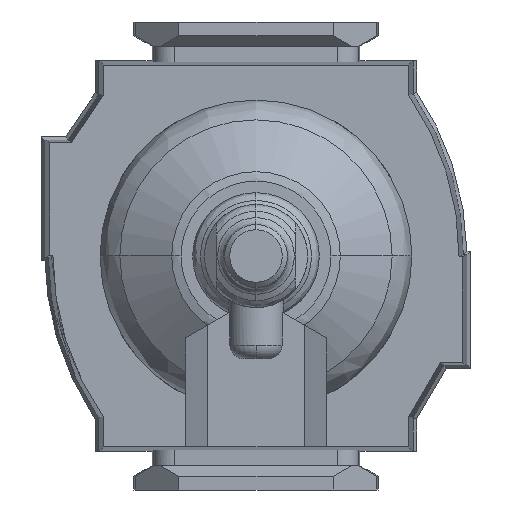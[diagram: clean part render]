
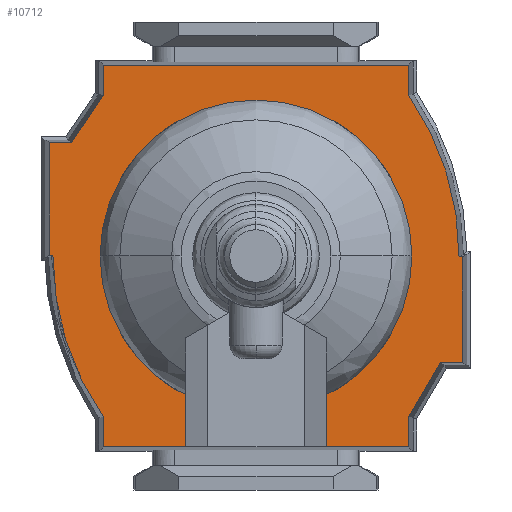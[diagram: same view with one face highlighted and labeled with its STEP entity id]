
A CAD part, front view. The second image highlights one B-rep face of the part: STEP entity #10712.
In plain terms, the highlighted planar face has unit normal (0, -1, 0).
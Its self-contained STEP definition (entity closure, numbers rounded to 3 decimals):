
#39 = LINE ( 'NONE', #2682, #6739 ) ;
#81 = CIRCLE ( 'NONE', #661, 41.1 ) ;
#160 = CARTESIAN_POINT ( 'NONE',  ( 0.1, -38.5, 30. ) ) ;
#216 = CARTESIAN_POINT ( 'NONE',  ( -0.1, -38.5, -30. ) ) ;
#275 = LINE ( 'NONE', #160, #5247 ) ;
#332 = VECTOR ( 'NONE', #9321, 1000. ) ;
#351 = DIRECTION ( 'NONE',  ( -1., 0., 0. ) ) ;
#410 = ORIENTED_EDGE ( 'NONE', *, *, #10248, .F. ) ;
#523 = EDGE_CURVE ( 'NONE', #6963, #1072, #7269, .T. ) ;
#627 = VECTOR ( 'NONE', #351, 1000. ) ;
#661 = AXIS2_PLACEMENT_3D ( 'NONE', #9271, #12028, #4704 ) ;
#668 = DIRECTION ( 'NONE',  ( 1., 0., 0. ) ) ;
#714 = DIRECTION ( 'NONE',  ( 0., 0., -1. ) ) ;
#811 = ORIENTED_EDGE ( 'NONE', *, *, #4166, .F. ) ;
#847 = CARTESIAN_POINT ( 'NONE',  ( -27.75, -38.5, 22.2 ) ) ;
#915 = ORIENTED_EDGE ( 'NONE', *, *, #1836, .F. ) ;
#936 = VERTEX_POINT ( 'NONE', #4627 ) ;
#1072 = VERTEX_POINT ( 'NONE', #2225 ) ;
#1159 = CARTESIAN_POINT ( 'NONE',  ( -15.5, -38.5, -30. ) ) ;
#1186 = DIRECTION ( 'NONE',  ( 1., 0., 0. ) ) ;
#1226 = DIRECTION ( 'NONE',  ( 1., 0., 0. ) ) ;
#1504 = ORIENTED_EDGE ( 'NONE', *, *, #6489, .F. ) ;
#1607 = ORIENTED_EDGE ( 'NONE', *, *, #9494, .F. ) ;
#1792 = DIRECTION ( 'NONE',  ( 0., 0., -1. ) ) ;
#1812 = VERTEX_POINT ( 'NONE', #5477 ) ;
#1836 = EDGE_CURVE ( 'NONE', #2078, #11497, #5593, .T. ) ;
#2078 = VERTEX_POINT ( 'NONE', #8300 ) ;
#2225 = CARTESIAN_POINT ( 'NONE',  ( 23.383, -38.5, -22.2 ) ) ;
#2252 = CARTESIAN_POINT ( 'NONE',  ( -15.5, -38.5, -26.8 ) ) ;
#2384 = EDGE_CURVE ( 'NONE', #11785, #2078, #6117, .T. ) ;
#2427 = DIRECTION ( 'NONE',  ( 0., 1., 0. ) ) ;
#2471 = VERTEX_POINT ( 'NONE', #9083 ) ;
#2660 = PLANE ( 'NONE',  #8608 ) ;
#2682 = CARTESIAN_POINT ( 'NONE',  ( 16.5, -38.5, 26.8 ) ) ;
#2718 = CARTESIAN_POINT ( 'NONE',  ( 23.35, -38.5, 22.2 ) ) ;
#2832 = EDGE_CURVE ( 'NONE', #11497, #936, #4322, .T. ) ;
#3009 = CARTESIAN_POINT ( 'NONE',  ( 0.1, -38.5, 29.5 ) ) ;
#3076 = ORIENTED_EDGE ( 'NONE', *, *, #11882, .F. ) ;
#3135 = EDGE_CURVE ( 'NONE', #1812, #4321, #9223, .T. ) ;
#3172 = DIRECTION ( 'NONE',  ( 0., 0., -1. ) ) ;
#3272 = CARTESIAN_POINT ( 'NONE',  ( -23.383, -38.5, 22.2 ) ) ;
#3464 = EDGE_CURVE ( 'NONE', #5585, #6767, #81, .T. ) ;
#3563 = EDGE_CURVE ( 'NONE', #11678, #6811, #275, .T. ) ;
#3570 = DIRECTION ( 'NONE',  ( -1., 0., 0. ) ) ;
#3579 = CARTESIAN_POINT ( 'NONE',  ( -27.75, -38.5, 22.2 ) ) ;
#3693 = EDGE_CURVE ( 'NONE', #1072, #5338, #10870, .T. ) ;
#3728 = CARTESIAN_POINT ( 'NONE',  ( 0.1, -38.5, 30. ) ) ;
#4006 = DIRECTION ( 'NONE',  ( 0., 0., 1. ) ) ;
#4031 = VECTOR ( 'NONE', #668, 1000. ) ;
#4166 = EDGE_CURVE ( 'NONE', #4321, #6963, #7273, .T. ) ;
#4233 = CARTESIAN_POINT ( 'NONE',  ( 27.75, -38.5, -22.2 ) ) ;
#4321 = VERTEX_POINT ( 'NONE', #9343 ) ;
#4322 = LINE ( 'NONE', #9805, #10823 ) ;
#4363 = DIRECTION ( 'NONE',  ( -0.863, 0., 0.506 ) ) ;
#4627 = CARTESIAN_POINT ( 'NONE',  ( -27.75, -38.5, -22.2 ) ) ;
#4634 = ORIENTED_EDGE ( 'NONE', *, *, #2384, .F. ) ;
#4704 = DIRECTION ( 'NONE',  ( 0., 0., 1. ) ) ;
#4848 = CARTESIAN_POINT ( 'NONE',  ( -15.5, -38.5, -30. ) ) ;
#4851 = EDGE_LOOP ( 'NONE', ( #11772, #915, #4634, #1504, #9078, #8014, #5388, #811, #8004, #1607, #9781, #6101, #7115, #410, #5251, #6006, #3076 ) ) ;
#5079 = DIRECTION ( 'NONE',  ( 0., 1., 0. ) ) ;
#5188 = DIRECTION ( 'NONE',  ( -1., 0., 0. ) ) ;
#5247 = VECTOR ( 'NONE', #4006, 1000. ) ;
#5251 = ORIENTED_EDGE ( 'NONE', *, *, #3464, .F. ) ;
#5338 = VERTEX_POINT ( 'NONE', #5434 ) ;
#5388 = ORIENTED_EDGE ( 'NONE', *, *, #523, .F. ) ;
#5434 = CARTESIAN_POINT ( 'NONE',  ( -0.1, -38.5, -29.5 ) ) ;
#5477 = CARTESIAN_POINT ( 'NONE',  ( 23.35, -38.5, 22.2 ) ) ;
#5585 = VERTEX_POINT ( 'NONE', #3272 ) ;
#5593 = LINE ( 'NONE', #9298, #10434 ) ;
#5914 = LINE ( 'NONE', #9624, #6817 ) ;
#5937 = DIRECTION ( 'NONE',  ( 0., 0., 1. ) ) ;
#6006 = ORIENTED_EDGE ( 'NONE', *, *, #7987, .F. ) ;
#6100 = CIRCLE ( 'NONE', #11283, 41.1 ) ;
#6101 = ORIENTED_EDGE ( 'NONE', *, *, #11718, .F. ) ;
#6117 = LINE ( 'NONE', #2252, #9495 ) ;
#6230 = DIRECTION ( 'NONE',  ( 0., 0., 1. ) ) ;
#6420 = AXIS2_PLACEMENT_3D ( 'NONE', #8952, #2427, #6230 ) ;
#6464 = CARTESIAN_POINT ( 'NONE',  ( -28.86, -38.5, 31.2 ) ) ;
#6489 = EDGE_CURVE ( 'NONE', #10503, #11785, #7826, .T. ) ;
#6737 = LINE ( 'NONE', #8610, #7691 ) ;
#6739 = VECTOR ( 'NONE', #10238, 1000. ) ;
#6767 = VERTEX_POINT ( 'NONE', #7913 ) ;
#6811 = VERTEX_POINT ( 'NONE', #3728 ) ;
#6817 = VECTOR ( 'NONE', #1186, 1000. ) ;
#6900 = CARTESIAN_POINT ( 'NONE',  ( 0., -38.5, -11.6 ) ) ;
#6963 = VERTEX_POINT ( 'NONE', #4233 ) ;
#7115 = ORIENTED_EDGE ( 'NONE', *, *, #3563, .F. ) ;
#7250 = DIRECTION ( 'NONE',  ( 0., -1., 0. ) ) ;
#7269 = LINE ( 'NONE', #8113, #9230 ) ;
#7273 = LINE ( 'NONE', #8975, #11629 ) ;
#7691 = VECTOR ( 'NONE', #1226, 1000. ) ;
#7826 = LINE ( 'NONE', #1159, #627 ) ;
#7913 = CARTESIAN_POINT ( 'NONE',  ( 0., -38.5, 29.5 ) ) ;
#7987 = EDGE_CURVE ( 'NONE', #9719, #5585, #5914, .T. ) ;
#8004 = ORIENTED_EDGE ( 'NONE', *, *, #3135, .F. ) ;
#8014 = ORIENTED_EDGE ( 'NONE', *, *, #3693, .F. ) ;
#8113 = CARTESIAN_POINT ( 'NONE',  ( 23.383, -38.5, -22.2 ) ) ;
#8300 = CARTESIAN_POINT ( 'NONE',  ( -15.5, -38.5, -26.8 ) ) ;
#8303 = CARTESIAN_POINT ( 'NONE',  ( 27.75, -38.5, 22.2 ) ) ;
#8337 = CARTESIAN_POINT ( 'NONE',  ( -0.1, -38.5, -30. ) ) ;
#8460 = VECTOR ( 'NONE', #12040, 1000. ) ;
#8497 = EDGE_CURVE ( 'NONE', #5338, #10503, #11291, .T. ) ;
#8608 = AXIS2_PLACEMENT_3D ( 'NONE', #6464, #7250, #1792 ) ;
#8610 = CARTESIAN_POINT ( 'NONE',  ( 16.5, -38.5, 30. ) ) ;
#8952 = CARTESIAN_POINT ( 'NONE',  ( 0., -38.5, 11.6 ) ) ;
#8975 = CARTESIAN_POINT ( 'NONE',  ( 27.75, -38.5, -22.2 ) ) ;
#9078 = ORIENTED_EDGE ( 'NONE', *, *, #8497, .F. ) ;
#9083 = CARTESIAN_POINT ( 'NONE',  ( 16.5, -38.5, 26.8 ) ) ;
#9223 = LINE ( 'NONE', #8303, #4031 ) ;
#9230 = VECTOR ( 'NONE', #3570, 1000. ) ;
#9271 = CARTESIAN_POINT ( 'NONE',  ( 0., -38.5, -11.6 ) ) ;
#9298 = CARTESIAN_POINT ( 'NONE',  ( -23.35, -38.5, -22.2 ) ) ;
#9321 = DIRECTION ( 'NONE',  ( 0.83, 0., -0.557 ) ) ;
#9343 = CARTESIAN_POINT ( 'NONE',  ( 27.75, -38.5, 22.2 ) ) ;
#9494 = EDGE_CURVE ( 'NONE', #2471, #1812, #11108, .T. ) ;
#9495 = VECTOR ( 'NONE', #11486, 1000. ) ;
#9624 = CARTESIAN_POINT ( 'NONE',  ( -23.383, -38.5, 22.2 ) ) ;
#9719 = VERTEX_POINT ( 'NONE', #847 ) ;
#9781 = ORIENTED_EDGE ( 'NONE', *, *, #11426, .F. ) ;
#9805 = CARTESIAN_POINT ( 'NONE',  ( -27.75, -38.5, -22.2 ) ) ;
#10011 = LINE ( 'NONE', #3579, #8460 ) ;
#10151 = FACE_OUTER_BOUND ( 'NONE', #4851, .T. ) ;
#10238 = DIRECTION ( 'NONE',  ( 0., 0., -1. ) ) ;
#10248 = EDGE_CURVE ( 'NONE', #6767, #11678, #6100, .T. ) ;
#10434 = VECTOR ( 'NONE', #4363, 1000. ) ;
#10454 = CARTESIAN_POINT ( 'NONE',  ( -23.35, -38.5, -22.2 ) ) ;
#10503 = VERTEX_POINT ( 'NONE', #8337 ) ;
#10712 = ADVANCED_FACE ( 'NONE', ( #10151 ), #2660, .T. ) ;
#10823 = VECTOR ( 'NONE', #5188, 1000. ) ;
#10870 = CIRCLE ( 'NONE', #6420, 41.1 ) ;
#11108 = LINE ( 'NONE', #2718, #332 ) ;
#11168 = VERTEX_POINT ( 'NONE', #11830 ) ;
#11283 = AXIS2_PLACEMENT_3D ( 'NONE', #6900, #5079, #5937 ) ;
#11291 = LINE ( 'NONE', #216, #11826 ) ;
#11426 = EDGE_CURVE ( 'NONE', #11168, #2471, #39, .T. ) ;
#11486 = DIRECTION ( 'NONE',  ( 0., 0., 1. ) ) ;
#11497 = VERTEX_POINT ( 'NONE', #10454 ) ;
#11629 = VECTOR ( 'NONE', #714, 1000. ) ;
#11678 = VERTEX_POINT ( 'NONE', #3009 ) ;
#11718 = EDGE_CURVE ( 'NONE', #6811, #11168, #6737, .T. ) ;
#11772 = ORIENTED_EDGE ( 'NONE', *, *, #2832, .F. ) ;
#11785 = VERTEX_POINT ( 'NONE', #4848 ) ;
#11826 = VECTOR ( 'NONE', #3172, 1000. ) ;
#11830 = CARTESIAN_POINT ( 'NONE',  ( 16.5, -38.5, 30. ) ) ;
#11882 = EDGE_CURVE ( 'NONE', #936, #9719, #10011, .T. ) ;
#12028 = DIRECTION ( 'NONE',  ( 0., 1., 0. ) ) ;
#12040 = DIRECTION ( 'NONE',  ( 0., 0., 1. ) ) ;
